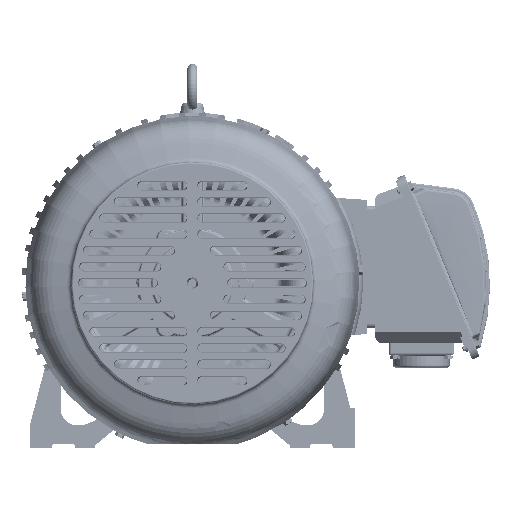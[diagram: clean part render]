
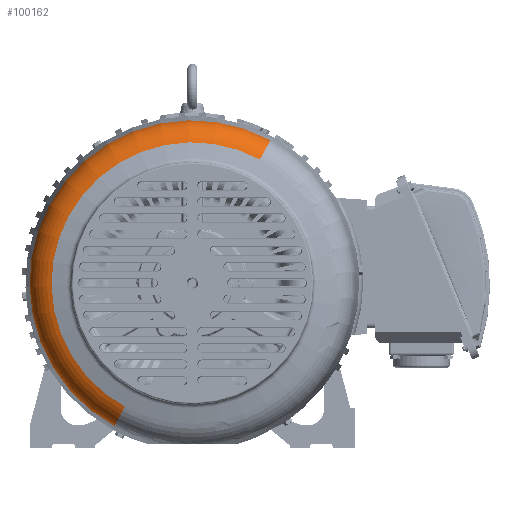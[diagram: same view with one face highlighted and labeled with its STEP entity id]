
A CAD part, front view. The second image highlights one B-rep face of the part: STEP entity #100162.
In plain terms, the highlighted toroidal (fillet/blend) face has major radius 163.789 mm and minor radius 37 mm.
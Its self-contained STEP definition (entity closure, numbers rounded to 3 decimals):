
#100063=CARTESIAN_POINT('Axis2P3D Location',(0.,-344.471,0.)) ;
#100067=CARTESIAN_POINT('Vertex',(-83.116,-344.471,-152.142)) ;
#100069=CARTESIAN_POINT('Vertex',(83.116,-344.471,152.142)) ;
#100132=CARTESIAN_POINT('Axis2P3D Location',(0.,-308.732,0.)) ;
#100137=CARTESIAN_POINT('Axis2P3D Location',(0.,-313.852,0.)) ;
#100141=CARTESIAN_POINT('Vertex',(-96.093,-313.852,-175.897)) ;
#100143=CARTESIAN_POINT('Vertex',(96.093,-313.852,175.897)) ;
#100146=CARTESIAN_POINT('Axis2P3D Location',(-78.525,-308.732,-143.738)) ;
#100151=CARTESIAN_POINT('Axis2P3D Location',(78.525,-308.732,143.738)) ;
#100064=DIRECTION('Axis2P3D Direction',(0.,1.,0.)) ;
#100133=DIRECTION('Axis2P3D Direction',(0.,1.,0.)) ;
#100134=DIRECTION('Axis2P3D XDirection',(0.479,0.,0.878)) ;
#100138=DIRECTION('Axis2P3D Direction',(0.,1.,0.)) ;
#100147=DIRECTION('Axis2P3D Direction',(0.878,0.,-0.479)) ;
#100152=DIRECTION('Axis2P3D Direction',(-0.878,0.,0.479)) ;
#100065=AXIS2_PLACEMENT_3D('Circle Axis2P3D',#100063,#100064,$) ;
#100135=AXIS2_PLACEMENT_3D('Torus Axis2P3D',#100132,#100133,#100134) ;
#100139=AXIS2_PLACEMENT_3D('Circle Axis2P3D',#100137,#100138,$) ;
#100148=AXIS2_PLACEMENT_3D('Circle Axis2P3D',#100146,#100147,$) ;
#100153=AXIS2_PLACEMENT_3D('Circle Axis2P3D',#100151,#100152,$) ;
#100157=ORIENTED_EDGE('',*,*,#100145,.F.) ;
#100158=ORIENTED_EDGE('',*,*,#100150,.T.) ;
#100159=ORIENTED_EDGE('',*,*,#100071,.T.) ;
#100160=ORIENTED_EDGE('',*,*,#100155,.F.) ;
#100162=ADVANCED_FACE('31407C383.1',(#100161),#100136,.T.) ;
#100066=CIRCLE('generated circle',#100065,173.365) ;
#100140=CIRCLE('generated circle',#100139,200.433) ;
#100149=CIRCLE('generated circle',#100148,37.) ;
#100154=CIRCLE('generated circle',#100153,37.) ;
#100136=TOROIDAL_SURFACE('homeo Torus',#100135,163.789,37.) ;
#100071=EDGE_CURVE('',#100068,#100070,#100066,.T.) ;
#100145=EDGE_CURVE('',#100142,#100144,#100140,.T.) ;
#100150=EDGE_CURVE('',#100142,#100068,#100149,.F.) ;
#100155=EDGE_CURVE('',#100144,#100070,#100154,.F.) ;
#100156=EDGE_LOOP('',(#100157,#100158,#100159,#100160)) ;
#100161=FACE_OUTER_BOUND('',#100156,.T.) ;
#100068=VERTEX_POINT('',#100067) ;
#100070=VERTEX_POINT('',#100069) ;
#100142=VERTEX_POINT('',#100141) ;
#100144=VERTEX_POINT('',#100143) ;
